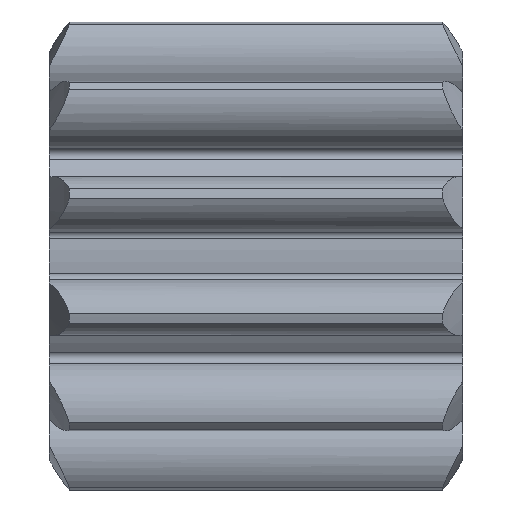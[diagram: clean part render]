
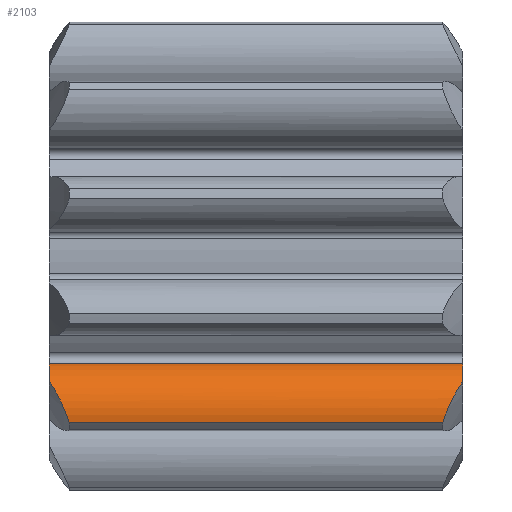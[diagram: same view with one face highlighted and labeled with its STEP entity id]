
A CAD part, front view. The second image highlights one B-rep face of the part: STEP entity #2103.
In plain terms, the highlighted cylindrical face has radius 1.192 mm (diameter 2.385 mm), a partial arc.
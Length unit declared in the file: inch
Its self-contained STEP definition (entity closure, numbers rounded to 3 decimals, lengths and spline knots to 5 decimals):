
#322=CARTESIAN_POINT('',(-0.1875,-0.14871,-0.1142));
#323=VERTEX_POINT('',#322);
#331=CARTESIAN_POINT('',(-0.1875,-0.12319,-0.09757));
#332=VERTEX_POINT('',#331);
#333=CARTESIAN_POINT('',(-0.1875,-0.11171,-0.14309));
#334=DIRECTION('',(-1.,0.,0.));
#335=DIRECTION('',(0.,0.245,-0.97));
#336=AXIS2_PLACEMENT_3D('',#333,#334,#335);
#337=CIRCLE('',#336,0.04695);
#338=EDGE_CURVE('',#323,#332,#337,.T.);
#1396=CARTESIAN_POINT('',(0.1875,-0.12319,-0.09757));
#1397=VERTEX_POINT('',#1396);
#1405=CARTESIAN_POINT('',(0.1875,-0.14871,-0.1142));
#1406=VERTEX_POINT('',#1405);
#1407=CARTESIAN_POINT('',(0.1875,-0.11171,-0.14309));
#1408=DIRECTION('',(1.,0.,0.));
#1409=DIRECTION('',(0.,0.245,-0.97));
#1410=AXIS2_PLACEMENT_3D('',#1407,#1408,#1409);
#1411=CIRCLE('',#1410,0.04695);
#1412=EDGE_CURVE('',#1397,#1406,#1411,.T.);
#2033=CARTESIAN_POINT('',(0.1875,-0.12319,-0.09757));
#2034=DIRECTION('',(-1.0,0.0,0.0));
#2035=VECTOR('',#2034,0.375);
#2036=LINE('',#2033,#2035);
#2037=EDGE_CURVE('',#1397,#332,#2036,.T.);
#2061=CARTESIAN_POINT('',(0.1875,-0.11171,-0.14309));
#2062=DIRECTION('',(-1.0,0.,0.));
#2063=DIRECTION('',(0.,0.245,-0.97));
#2064=AXIS2_PLACEMENT_3D('',#2061,#2062,#2063);
#2065=CYLINDRICAL_SURFACE('',#2064,0.04695);
#2066=ORIENTED_EDGE('',*,*,#338,.F.);
#2067=CARTESIAN_POINT('',(-0.16946,-0.15791,-0.15138));
#2068=VERTEX_POINT('',#2067);
#2069=CARTESIAN_POINT('',(-0.16946,-0.15791,-0.15138));
#2070=CARTESIAN_POINT('',(-0.17041,-0.15844,-0.14844));
#2071=CARTESIAN_POINT('',(-0.17146,-0.15867,-0.14552));
#2072=CARTESIAN_POINT('',(-0.17537,-0.15859,-0.13548));
#2073=CARTESIAN_POINT('',(-0.17887,-0.15678,-0.1281));
#2074=CARTESIAN_POINT('',(-0.18425,-0.15211,-0.119));
#2075=CARTESIAN_POINT('',(-0.18587,-0.15051,-0.1165));
#2076=CARTESIAN_POINT('',(-0.1875,-0.14871,-0.1142));
#2077=B_SPLINE_CURVE_WITH_KNOTS('',3,(#2069,#2070,#2071,#2072,#2073,#2074,#2075,#2076),.UNSPECIFIED.,.F.,.U.,(4,2,2,4),(0.31286,0.33591,0.395,0.41924),.UNSPECIFIED.);
#2078=EDGE_CURVE('',#2068,#323,#2077,.T.);
#2079=ORIENTED_EDGE('',*,*,#2078,.F.);
#2080=CARTESIAN_POINT('',(0.16946,-0.15791,-0.15138));
#2081=VERTEX_POINT('',#2080);
#2082=CARTESIAN_POINT('',(0.16946,-0.15791,-0.15138));
#2083=DIRECTION('',(-1.0,0.0,0.0));
#2084=VECTOR('',#2083,0.33892);
#2085=LINE('',#2082,#2084);
#2086=EDGE_CURVE('',#2081,#2068,#2085,.T.);
#2087=ORIENTED_EDGE('',*,*,#2086,.F.);
#2088=CARTESIAN_POINT('',(0.1875,-0.14871,-0.1142));
#2089=CARTESIAN_POINT('',(0.18587,-0.15051,-0.1165));
#2090=CARTESIAN_POINT('',(0.18425,-0.15211,-0.119));
#2091=CARTESIAN_POINT('',(0.17887,-0.15678,-0.1281));
#2092=CARTESIAN_POINT('',(0.17537,-0.15859,-0.13548));
#2093=CARTESIAN_POINT('',(0.17146,-0.15867,-0.14552));
#2094=CARTESIAN_POINT('',(0.17041,-0.15844,-0.14844));
#2095=CARTESIAN_POINT('',(0.16946,-0.15791,-0.15138));
#2096=B_SPLINE_CURVE_WITH_KNOTS('',3,(#2088,#2089,#2090,#2091,#2092,#2093,#2094,#2095),.UNSPECIFIED.,.F.,.U.,(4,2,2,4),(0.35751,0.38175,0.44084,0.46388),.UNSPECIFIED.);
#2097=EDGE_CURVE('',#1406,#2081,#2096,.T.);
#2098=ORIENTED_EDGE('',*,*,#2097,.F.);
#2099=ORIENTED_EDGE('',*,*,#1412,.F.);
#2100=ORIENTED_EDGE('',*,*,#2037,.T.);
#2101=EDGE_LOOP('',(#2066,#2079,#2087,#2098,#2099,#2100));
#2102=FACE_OUTER_BOUND('',#2101,.T.);
#2103=ADVANCED_FACE('',(#2102),#2065,.T.);
